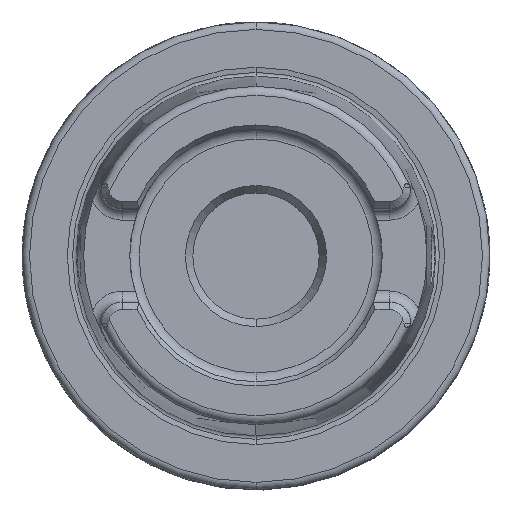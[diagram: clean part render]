
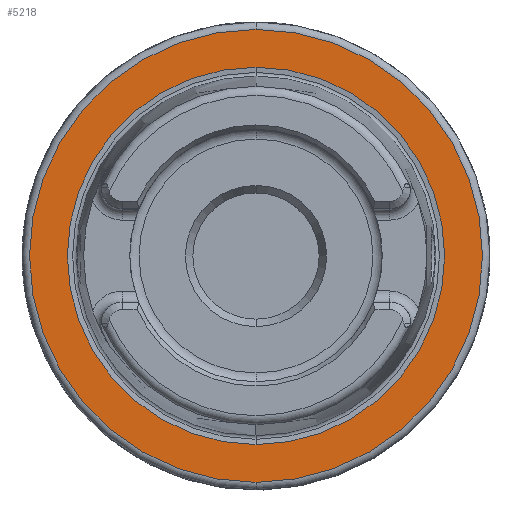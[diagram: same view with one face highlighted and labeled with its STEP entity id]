
A CAD part, top view. The second image highlights one B-rep face of the part: STEP entity #5218.
In plain terms, the highlighted planar face has unit normal (0, 0, 1).
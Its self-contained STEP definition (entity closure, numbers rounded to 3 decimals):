
#971=CARTESIAN_POINT('',(0,0,26));
#972=DIRECTION('',(0,0,1));
#973=DIRECTION('',(0,1,0));
#974=AXIS2_PLACEMENT_3D('',#971,#972,#973);
#976=CARTESIAN_POINT('',(0,0,26));
#977=DIRECTION('',(0,0,1));
#978=DIRECTION('',(0,-1,0));
#979=AXIS2_PLACEMENT_3D('',#976,#977,#978);
#989=CARTESIAN_POINT('',(0,0,26));
#990=DIRECTION('',(0,0,1));
#991=DIRECTION('',(0,1,0));
#992=AXIS2_PLACEMENT_3D('',#989,#990,#991);
#994=CARTESIAN_POINT('',(0,0,26));
#995=DIRECTION('',(0,0,-1));
#996=DIRECTION('',(0,1,0));
#997=AXIS2_PLACEMENT_3D('',#994,#995,#996);
#3654=CARTESIAN_POINT('',(0,25.409,26));
#3656=VERTEX_POINT('',#3654);
#3690=CARTESIAN_POINT('',(0,-25.409,26));
#3692=VERTEX_POINT('',#3690);
#3756=CARTESIAN_POINT('',(0,30.5,26));
#3757=CARTESIAN_POINT('',(0,-30.5,26));
#3758=VERTEX_POINT('',#3756);
#3759=VERTEX_POINT('',#3757);
#5202=CARTESIAN_POINT('',(0,0,26));
#5203=DIRECTION('',(0,0,-1));
#5204=DIRECTION('',(0,-1,0));
#5205=AXIS2_PLACEMENT_3D('',#5202,#5203,#5204);
#5206=PLANE('',#5205);
#5208=ORIENTED_EDGE('',*,*,#5207,.F.);
#5209=ORIENTED_EDGE('',*,*,#5192,.F.);
#5210=EDGE_LOOP('',(#5208,#5209));
#5211=FACE_OUTER_BOUND('',#5210,.F.);
#5213=ORIENTED_EDGE('',*,*,#5212,.T.);
#5215=ORIENTED_EDGE('',*,*,#5214,.F.);
#5216=EDGE_LOOP('',(#5213,#5215));
#5217=FACE_BOUND('',#5216,.F.);
#5218=ADVANCED_FACE('',(#5211,#5217),#5206,.F.);
#975=CIRCLE('',#974,30.5);
#980=CIRCLE('',#979,30.5);
#993=CIRCLE('',#992,25.409);
#998=CIRCLE('',#997,25.409);
#5192=EDGE_CURVE('',#3759,#3758,#980,.T.);
#5207=EDGE_CURVE('',#3758,#3759,#975,.T.);
#5212=EDGE_CURVE('',#3656,#3692,#993,.T.);
#5214=EDGE_CURVE('',#3656,#3692,#998,.T.);
